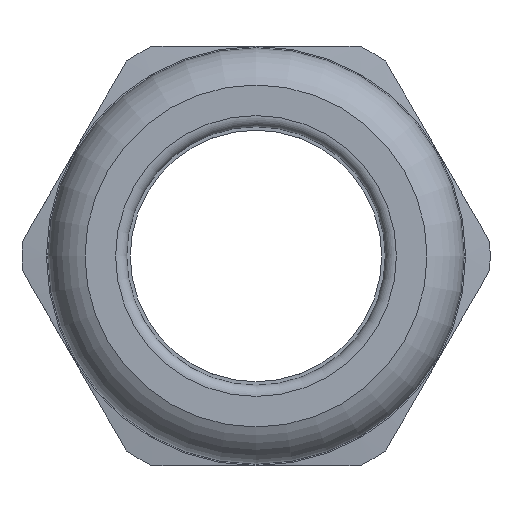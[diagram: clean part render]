
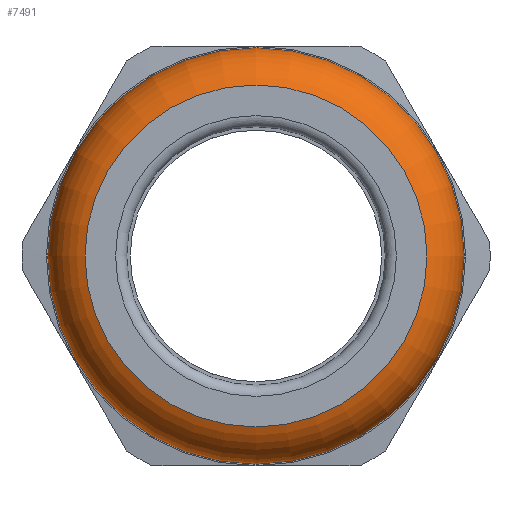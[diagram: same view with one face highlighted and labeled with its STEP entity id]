
A CAD part, left-side view. The second image highlights one B-rep face of the part: STEP entity #7491.
In plain terms, the highlighted toroidal (fillet/blend) face has major radius 10.9 mm and minor radius 4 mm.
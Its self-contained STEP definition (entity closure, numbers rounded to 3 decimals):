
#74=TOROIDAL_SURFACE('',#8330,10.9,4.);
#1736=FACE_BOUND('',#2636,.T.);
#2161=FACE_OUTER_BOUND('',#2635,.T.);
#2635=EDGE_LOOP('',(#6891));
#2636=EDGE_LOOP('',(#6892));
#3034=CIRCLE('',#8285,12.237);
#3057=CIRCLE('',#8331,14.9);
#3748=VERTEX_POINT('',#13304);
#3785=VERTEX_POINT('',#13471);
#4796=EDGE_CURVE('',#3748,#3748,#3034,.T.);
#4855=EDGE_CURVE('',#3785,#3785,#3057,.T.);
#6891=ORIENTED_EDGE('',*,*,#4855,.F.);
#6892=ORIENTED_EDGE('',*,*,#4796,.T.);
#7491=ADVANCED_FACE('',(#2161,#1736),#74,.T.);
#8285=AXIS2_PLACEMENT_3D('',#13305,#10426,#10427);
#8330=AXIS2_PLACEMENT_3D('',#13470,#10528,#10529);
#8331=AXIS2_PLACEMENT_3D('',#13472,#10530,#10531);
#10426=DIRECTION('center_axis',(1.,0.,0.));
#10427=DIRECTION('ref_axis',(0.,0.,-1.));
#10528=DIRECTION('center_axis',(1.,0.,0.));
#10529=DIRECTION('ref_axis',(0.,0.,-1.));
#10530=DIRECTION('center_axis',(1.,0.,0.));
#10531=DIRECTION('ref_axis',(0.,0.,-1.));
#13304=CARTESIAN_POINT('',(0.,12.237,0.));
#13305=CARTESIAN_POINT('Origin',(0.,0.,0.));
#13470=CARTESIAN_POINT('Origin',(3.77,0.,0.));
#13471=CARTESIAN_POINT('',(3.77,14.9,0.));
#13472=CARTESIAN_POINT('Origin',(3.77,0.,0.));
